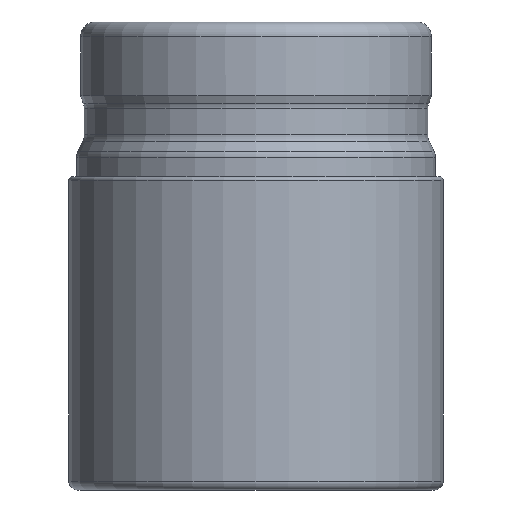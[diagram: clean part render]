
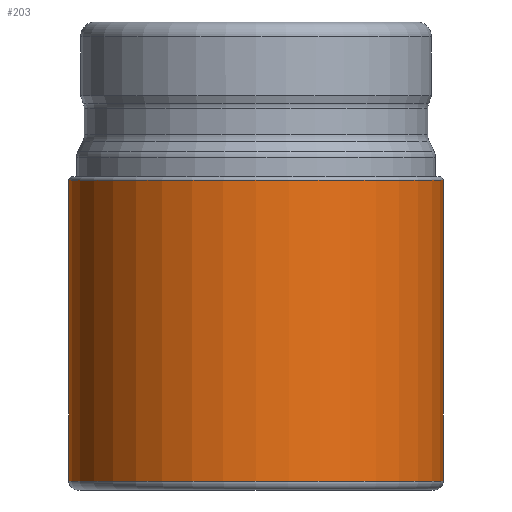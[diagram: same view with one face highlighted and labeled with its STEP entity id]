
A CAD part, front view. The second image highlights one B-rep face of the part: STEP entity #203.
In plain terms, the highlighted cylindrical face has radius 25.4 mm (diameter 50.8 mm), a partial arc.
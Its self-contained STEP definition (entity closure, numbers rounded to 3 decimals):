
#68=CYLINDRICAL_SURFACE('',#1436,25.4);
#124=FACE_OUTER_BOUND('',#306,.T.);
#203=ADVANCED_FACE('',(#124),#68,.T.);
#306=EDGE_LOOP('',(#404,#405,#406,#407));
#404=ORIENTED_EDGE('',*,*,#886,.T.);
#405=ORIENTED_EDGE('',*,*,#885,.T.);
#406=ORIENTED_EDGE('',*,*,#887,.F.);
#407=ORIENTED_EDGE('',*,*,#888,.T.);
#772=VERTEX_POINT('',#2200);
#773=VERTEX_POINT('',#2202);
#774=VERTEX_POINT('',#2208);
#775=VERTEX_POINT('',#2210);
#885=EDGE_CURVE('',#772,#773,#1079,.T.);
#886=EDGE_CURVE('',#774,#772,#1269,.T.);
#887=EDGE_CURVE('',#775,#773,#1270,.T.);
#888=EDGE_CURVE('',#775,#774,#1080,.T.);
#1079=CIRCLE('',#1433,25.4);
#1080=CIRCLE('',#1435,25.4);
#1269=LINE('',#2207,#1317);
#1270=LINE('',#2209,#1318);
#1317=VECTOR('',#1702,1.);
#1318=VECTOR('',#1703,1.);
#1433=AXIS2_PLACEMENT_3D('',#2205,#1698,#1699);
#1435=AXIS2_PLACEMENT_3D('',#2211,#1704,#1705);
#1436=AXIS2_PLACEMENT_3D('',#2212,#1706,#1707);
#1698=DIRECTION('',(0.,0.,1.));
#1699=DIRECTION('',(-1.,0.,0.));
#1702=DIRECTION('',(0.,0.,-1.));
#1703=DIRECTION('',(0.,0.,-1.));
#1704=DIRECTION('',(0.,0.,-1.));
#1705=DIRECTION('',(1.,0.,0.));
#1706=DIRECTION('',(0.,0.,-1.));
#1707=DIRECTION('',(-1.,0.,0.));
#2200=CARTESIAN_POINT('',(-25.4,0.,-62.3));
#2202=CARTESIAN_POINT('',(25.4,0.,-62.3));
#2205=CARTESIAN_POINT('',(0.,0.,-62.3));
#2207=CARTESIAN_POINT('',(-25.4,0.,-62.3));
#2208=CARTESIAN_POINT('',(-25.4,0.,-21.5));
#2209=CARTESIAN_POINT('',(25.4,0.,-62.3));
#2210=CARTESIAN_POINT('',(25.4,0.,-21.5));
#2211=CARTESIAN_POINT('',(0.,0.,-21.5));
#2212=CARTESIAN_POINT('',(0.,0.,-18.875));
